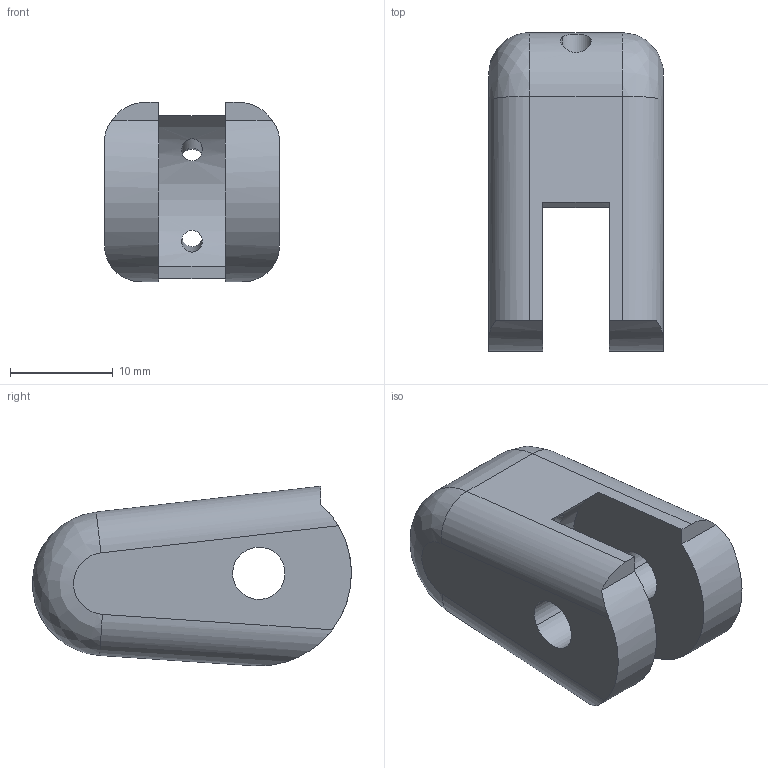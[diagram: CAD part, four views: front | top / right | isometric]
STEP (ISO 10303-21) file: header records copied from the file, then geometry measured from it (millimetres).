
FILE_DESCRIPTION(('CATIA V5 STEP Exchange'),'2;1');
FILE_NAME('Distal_Phalanx_Common_PP.stp','2014-05-15T01:50:42+00:00',('none'),('none'),'CATIA Version 5 Release 19 SP 6 (IN-10)','CATIA V5 STEP AP203','none');
FILE_SCHEMA(('CONFIG_CONTROL_DESIGN'));
Length unit declared in the file: millimetre
Products named in the file (1): Distal_Phalanx_Common_PP
Bounding box: 17 x 30.98 x 17.44 mm (x, y, z)
Volume: 5015 mm3; surface area: 2660.9 mm2
Topology: 1 solids, 1 shells, 35 faces, 87 edges, 54 vertices
Faces by surface type: cylinder 20, plane 9, cone 4, revolution 2
Entity records: 1171 total; most frequent: CARTESIAN_POINT 357, ORIENTED_EDGE 174, DIRECTION 119, EDGE_CURVE 87, VERTEX_POINT 54, AXIS2_PLACEMENT_3D 53, VECTOR 43, EDGE_LOOP 43
